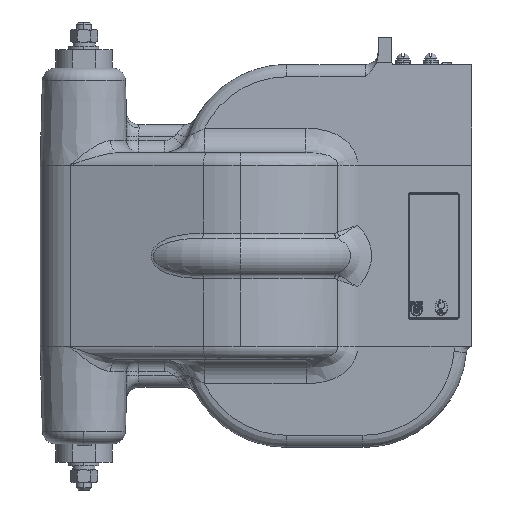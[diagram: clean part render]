
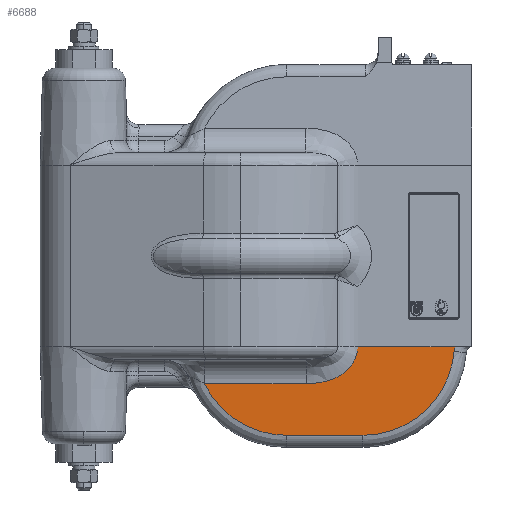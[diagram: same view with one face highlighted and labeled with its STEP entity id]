
A CAD part, left-side view. The second image highlights one B-rep face of the part: STEP entity #6688.
In plain terms, the highlighted planar face has unit normal (-1, 0, -0.026).
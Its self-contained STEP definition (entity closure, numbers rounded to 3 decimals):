
#278 = LINE ( 'NONE', #3943, #281 ) ;
#281 = VECTOR ( 'NONE', #3951, 1000. ) ;
#745 = LINE ( 'NONE', #4979, #746 ) ;
#746 = VECTOR ( 'NONE', #4980, 1000. ) ;
#749 = LINE ( 'NONE', #4983, #750 ) ;
#750 = VECTOR ( 'NONE', #4984, 1000. ) ;
#1191 = CARTESIAN_POINT ( 'NONE',  ( -49.759, -91.942, -81.691 ) ) ;
#1192 = CARTESIAN_POINT ( 'NONE',  ( -49.717, -91.198, -83.293 ) ) ;
#1193 = CARTESIAN_POINT ( 'NONE',  ( -49.704, -90.93, -83.822 ) ) ;
#1194 = CARTESIAN_POINT ( 'NONE',  ( -49.676, -90.357, -84.864 ) ) ;
#1195 = CARTESIAN_POINT ( 'NONE',  ( -49.663, -90.054, -85.371 ) ) ;
#1196 = CARTESIAN_POINT ( 'NONE',  ( -49.598, -88.468, -87.846 ) ) ;
#1197 = CARTESIAN_POINT ( 'NONE',  ( -49.551, -86.966, -89.628 ) ) ;
#1198 = CARTESIAN_POINT ( 'NONE',  ( -49.499, -84.834, -91.641 ) ) ;
#1199 = CARTESIAN_POINT ( 'NONE',  ( -49.489, -84.395, -92.033 ) ) ;
#1200 = CARTESIAN_POINT ( 'NONE',  ( -49.469, -83.491, -92.794 ) ) ;
#1201 = CARTESIAN_POINT ( 'NONE',  ( -49.459, -83.026, -93.165 ) ) ;
#1202 = CARTESIAN_POINT ( 'NONE',  ( -49.431, -81.61, -94.232 ) ) ;
#1203 = CARTESIAN_POINT ( 'NONE',  ( -49.414, -80.636, -94.888 ) ) ;
#1204 = CARTESIAN_POINT ( 'NONE',  ( -49.382, -78.63, -96.103 ) ) ;
#1205 = CARTESIAN_POINT ( 'NONE',  ( -49.367, -77.598, -96.66 ) ) ;
#1206 = CARTESIAN_POINT ( 'NONE',  ( -49.347, -76.013, -97.428 ) ) ;
#1207 = CARTESIAN_POINT ( 'NONE',  ( -49.341, -75.478, -97.673 ) ) ;
#1208 = CARTESIAN_POINT ( 'NONE',  ( -49.329, -74.395, -98.14 ) ) ;
#1209 = CARTESIAN_POINT ( 'NONE',  ( -49.323, -73.846, -98.363 ) ) ;
#1210 = CARTESIAN_POINT ( 'NONE',  ( -49.295, -71.085, -99.42 ) ) ;
#1211 = CARTESIAN_POINT ( 'NONE',  ( -49.278, -68.843, -100.072 ) ) ;
#1212 = CARTESIAN_POINT ( 'NONE',  ( -49.252, -64.308, -101.075 ) ) ;
#1213 = CARTESIAN_POINT ( 'NONE',  ( -49.243, -62.015, -101.424 ) ) ;
#1214 = CARTESIAN_POINT ( 'NONE',  ( -49.231, -57.388, -101.875 ) ) ;
#1215 = CARTESIAN_POINT ( 'NONE',  ( -49.228, -55.053, -101.976 ) ) ;
#1216 = CARTESIAN_POINT ( 'NONE',  ( -49.228, -52.701, -101.976 ) ) ;
#3941 = CARTESIAN_POINT ( 'NONE',  ( -49.897, -170.738, -76.444 ) ) ;
#3943 = CARTESIAN_POINT ( 'NONE',  ( -48.147, -98., -143.262 ) ) ;
#3944 = CARTESIAN_POINT ( 'NONE',  ( -49.932, -170.853, -75.094 ) ) ;
#3945 = CARTESIAN_POINT ( 'NONE',  ( -49.967, -171.148, -73.771 ) ) ;
#3946 = CARTESIAN_POINT ( 'NONE',  ( -50., -171.619, -72.5 ) ) ;
#3951 = DIRECTION ( 'NONE',  ( 0., -1., 0. ) ) ;
#3952 = CARTESIAN_POINT ( 'NONE',  ( -48.147, -98., -143.262 ) ) ;
#3957 = CARTESIAN_POINT ( 'NONE',  ( -48.147, -137.941, -143.262 ) ) ;
#3958 = CARTESIAN_POINT ( 'NONE',  ( -48.855, -167.355, -116.242 ) ) ;
#3959 = CARTESIAN_POINT ( 'NONE',  ( -49.897, -170.738, -76.444 ) ) ;
#4967 = CARTESIAN_POINT ( 'NONE',  ( -49.228, 28.751, -101.976 ) ) ;
#4972 = CARTESIAN_POINT ( 'NONE',  ( -50., -93.749, -72.5 ) ) ;
#4973 = CARTESIAN_POINT ( 'NONE',  ( -48.548, 16.23, -127.936 ) ) ;
#4974 = CARTESIAN_POINT ( 'NONE',  ( -48.147, -8.179, -143.262 ) ) ;
#4975 = CARTESIAN_POINT ( 'NONE',  ( -48.147, -37., -143.262 ) ) ;
#4979 = CARTESIAN_POINT ( 'NONE',  ( -49.228, 0., -101.976 ) ) ;
#4980 = DIRECTION ( 'NONE',  ( 0., 1., 0. ) ) ;
#4983 = CARTESIAN_POINT ( 'NONE',  ( -50., 0., -72.5 ) ) ;
#4984 = DIRECTION ( 'NONE',  ( 0., 1., 0. ) ) ;
#5017 = CARTESIAN_POINT ( 'NONE',  ( -49.984, -93.748, -73.096 ) ) ;
#5018 = CARTESIAN_POINT ( 'NONE',  ( -49.969, -93.724, -73.69 ) ) ;
#5019 = CARTESIAN_POINT ( 'NONE',  ( -49.938, -93.633, -74.877 ) ) ;
#5020 = CARTESIAN_POINT ( 'NONE',  ( -49.922, -93.565, -75.47 ) ) ;
#5021 = CARTESIAN_POINT ( 'NONE',  ( -49.876, -93.3, -77.222 ) ) ;
#5022 = CARTESIAN_POINT ( 'NONE',  ( -49.846, -93.039, -78.363 ) ) ;
#5023 = CARTESIAN_POINT ( 'NONE',  ( -49.788, -92.36, -80.598 ) ) ;
#5977 = CARTESIAN_POINT ( 'NONE',  ( -50., -93.75, -72.5 ) ) ;
#5981 = CARTESIAN_POINT ( 'NONE',  ( -50., -93.749, -72.5 ) ) ;
#5982 = CARTESIAN_POINT ( 'NONE',  ( -50., -93.749, -72.5 ) ) ;
#5983 = CARTESIAN_POINT ( 'NONE',  ( -50., -93.749, -72.5 ) ) ;
#6688 = ADVANCED_FACE ( 'NONE', ( #6965 ), #13640, .T. ) ;
#6965 = FACE_OUTER_BOUND ( 'NONE', #18619, .T. ) ;
#11010 = CARTESIAN_POINT ( 'NONE',  ( -48.147, -98., -143.262 ) ) ;
#11011 = CARTESIAN_POINT ( 'NONE',  ( -48.147, -37., -143.262 ) ) ;
#11022 = CARTESIAN_POINT ( 'NONE',  ( -50., -171.619, -72.5 ) ) ;
#11023 = CARTESIAN_POINT ( 'NONE',  ( -49.897, -170.738, -76.444 ) ) ;
#11238 = CARTESIAN_POINT ( 'NONE',  ( -50., -93.75, -72.5 ) ) ;
#11289 = CARTESIAN_POINT ( 'NONE',  ( -50., -93.749, -72.5 ) ) ;
#11423 = CARTESIAN_POINT ( 'NONE',  ( -49.228, -52.701, -101.976 ) ) ;
#11424 = CARTESIAN_POINT ( 'NONE',  ( -49.228, 28.751, -101.976 ) ) ;
#12218 = VERTEX_POINT ( 'NONE', #11010 ) ;
#12219 = VERTEX_POINT ( 'NONE', #11011 ) ;
#12230 = VERTEX_POINT ( 'NONE', #11022 ) ;
#12231 = VERTEX_POINT ( 'NONE', #11023 ) ;
#12446 = VERTEX_POINT ( 'NONE', #11238 ) ;
#12497 = VERTEX_POINT ( 'NONE', #11289 ) ;
#12631 = VERTEX_POINT ( 'NONE', #11423 ) ;
#12632 = VERTEX_POINT ( 'NONE', #11424 ) ;
#13640 = PLANE ( 'NONE',  #17055 ) ;
#13643 = CARTESIAN_POINT ( 'NONE',  ( -50., 0., -72.5 ) ) ;
#13648 = DIRECTION ( 'NONE',  ( -1., 0., -0.026 ) ) ;
#13649 = DIRECTION ( 'NONE',  ( -0.026, 0., 1. ) ) ;
#17055 = AXIS2_PLACEMENT_3D ( 'NONE', #13643, #13648, #13649 ) ;
#17309 = ORIENTED_EDGE ( 'NONE', *, *, #20311, .T. ) ;
#17310 = ORIENTED_EDGE ( 'NONE', *, *, #20966, .T. ) ;
#17311 = ORIENTED_EDGE ( 'NONE', *, *, #20315, .T. ) ;
#17312 = ORIENTED_EDGE ( 'NONE', *, *, #20309, .T. ) ;
#17313 = ORIENTED_EDGE ( 'NONE', *, *, #20307, .T. ) ;
#17314 = ORIENTED_EDGE ( 'NONE', *, *, #19987, .T. ) ;
#17315 = ORIENTED_EDGE ( 'NONE', *, *, #19990, .T. ) ;
#17316 = ORIENTED_EDGE ( 'NONE', *, *, #19985, .T. ) ;
#18619 = EDGE_LOOP ( 'NONE', ( #17309, #17310, #17311, #17312, #17313, #17314, #17315, #17316 ) ) ;
#19985 = EDGE_CURVE ( 'NONE', #12231, #12230, #21484, .T. ) ;
#19987 = EDGE_CURVE ( 'NONE', #12219, #12218, #278, .T. ) ;
#19990 = EDGE_CURVE ( 'NONE', #12218, #12231, #21485, .T. ) ;
#20307 = EDGE_CURVE ( 'NONE', #12632, #12219, #21490, .T. ) ;
#20309 = EDGE_CURVE ( 'NONE', #12631, #12632, #745, .T. ) ;
#20311 = EDGE_CURVE ( 'NONE', #12230, #12446, #749, .T. ) ;
#20315 = EDGE_CURVE ( 'NONE', #12497, #12631, #20340, .T. ) ;
#20340 = B_SPLINE_CURVE_WITH_KNOTS ( 'NONE', 3,
 ( #4972, #5017, #5018, #5019, #5020, #5021, #5022, #5023, #1191, #1192, #1193, #1194, #1195, #1196, #1197, #1198, #1199, #1200, #1201, #1202, #1203, #1204, #1205, #1206, #1207, #1208, #1209, #1210, #1211, #1212, #1213, #1214, #1215, #1216 ),
 .UNSPECIFIED., .F., .F.,
 ( 4, 2, 2, 2, 2, 2, 2, 2, 2, 2, 2, 2, 2, 2, 2, 2, 4 ),
 ( 0., 0.002, 0.004, 0.007, 0.011, 0.012, 0.014, 0.021, 0.023, 0.025, 0.029, 0.032, 0.034, 0.036, 0.043, 0.05, 0.057 ),
 .UNSPECIFIED. ) ;
#20392 = B_SPLINE_CURVE_WITH_KNOTS ( 'NONE', 3,
 ( #5977, #5981, #5982, #5983 ),
 .UNSPECIFIED., .F., .F.,
 ( 4, 4 ),
 ( 0., 0. ),
 .UNSPECIFIED. ) ;
#20966 = EDGE_CURVE ( 'NONE', #12446, #12497, #20392, .T. ) ;
#21484 =( BOUNDED_CURVE ( )  B_SPLINE_CURVE ( 3, ( #3941, #3944, #3945, #3946 ),
 .UNSPECIFIED., .F., .F. ) 
 B_SPLINE_CURVE_WITH_KNOTS ( ( 4, 4 ),
 ( 4.797, 5.067 ),
 .UNSPECIFIED. ) 
 CURVE ( )  GEOMETRIC_REPRESENTATION_ITEM ( )  RATIONAL_B_SPLINE_CURVE ( ( 1., 0.994, 0.994, 1. ) ) 
 REPRESENTATION_ITEM ( '' )  );
#21485 =( BOUNDED_CURVE ( )  B_SPLINE_CURVE ( 3, ( #3952, #3957, #3958, #3959 ),
 .UNSPECIFIED., .F., .T. ) 
 B_SPLINE_CURVE_WITH_KNOTS ( ( 4, 4 ),
 ( 0., 1.486 ),
 .UNSPECIFIED. ) 
 CURVE ( )  GEOMETRIC_REPRESENTATION_ITEM ( )  RATIONAL_B_SPLINE_CURVE ( ( 1., 0.824, 0.824, 1. ) ) 
 REPRESENTATION_ITEM ( '' )  );
#21490 =( BOUNDED_CURVE ( )  B_SPLINE_CURVE ( 3, ( #4967, #4973, #4974, #4975 ),
 .UNSPECIFIED., .F., .T. ) 
 B_SPLINE_CURVE_WITH_KNOTS ( ( 4, 4 ),
 ( 5.162, 6.283 ),
 .UNSPECIFIED. ) 
 CURVE ( )  GEOMETRIC_REPRESENTATION_ITEM ( )  RATIONAL_B_SPLINE_CURVE ( ( 1., 0.898, 0.898, 1. ) ) 
 REPRESENTATION_ITEM ( '' )  );
